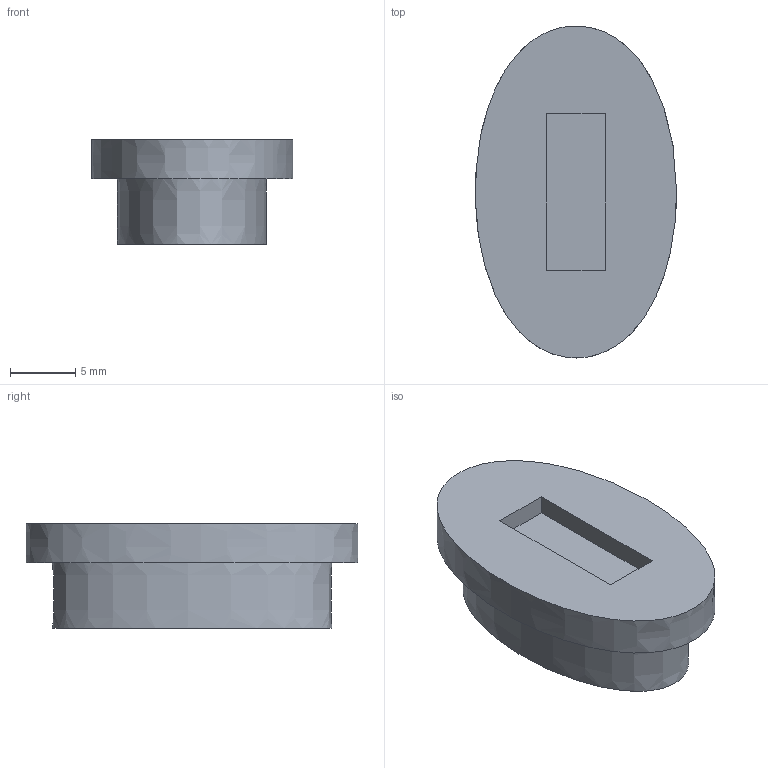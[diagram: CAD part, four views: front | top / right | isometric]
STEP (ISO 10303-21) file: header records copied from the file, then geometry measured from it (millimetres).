
FILE_DESCRIPTION(('STEP AP214'), '1');
FILE_NAME('curtain_stopper', '2020-12-31T14:46:04', (''), (''), 'ASCON STEP Converter 1.3', 'ASCON Math Kernel', '');
FILE_SCHEMA(('AUTOMOTIVE_DESIGN { 1 0 10303 214 3 1 1}'));
Length unit declared in the file: millimetre
Bounding box: 15.39 x 25.4 x 8 mm (x, y, z)
Volume: 1143.7 mm3; surface area: 1361.7 mm2
Topology: 1 solids, 1 shells, 12 faces, 21 edges, 14 vertices
Faces by surface type: plane 9, extrusion 2, bspline 1
Entity records: 814 total; most frequent: CARTESIAN_POINT 472, ORIENTED_EDGE 36, DIRECTION 34, EDGE_LOOP 18, EDGE_CURVE 18, VECTOR 14, VERTEX_POINT 14, COLOUR_RGB 13
